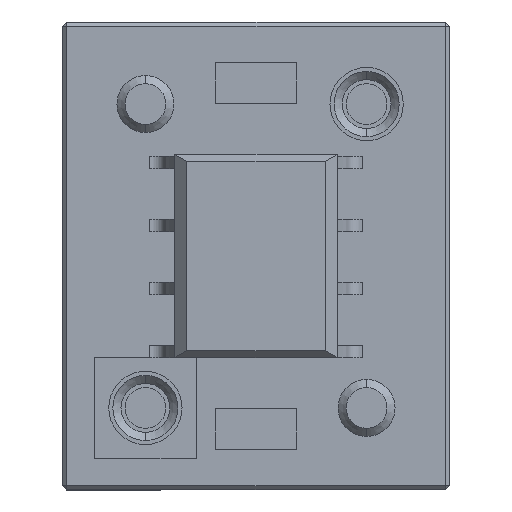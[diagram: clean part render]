
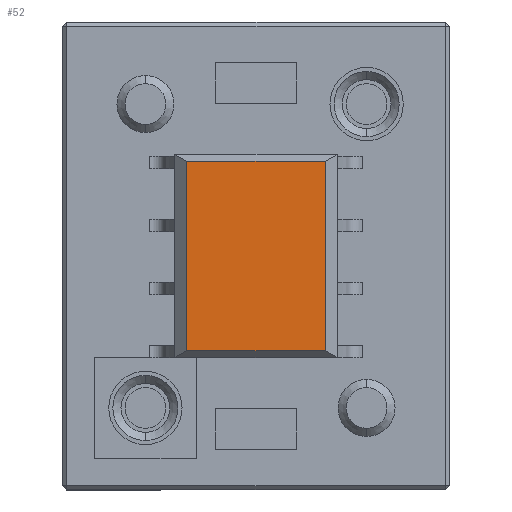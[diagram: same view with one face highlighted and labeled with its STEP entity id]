
A CAD part, front view. The second image highlights one B-rep face of the part: STEP entity #52.
In plain terms, the highlighted planar face has unit normal (0, -1, 0).
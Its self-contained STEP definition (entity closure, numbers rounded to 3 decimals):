
#44 = DIRECTION ( 'NONE',  ( 1., 0., 0. ) ) ;
#52 = ADVANCED_FACE ( 'NONE', ( #11144 ), #10019, .F. ) ;
#147 = DIRECTION ( 'NONE',  ( 0., 0., 1. ) ) ;
#1199 = VECTOR ( 'NONE', #2110, 1000. ) ;
#1293 = CARTESIAN_POINT ( 'NONE',  ( 8.25, -1.7, 6.75 ) ) ;
#1891 = LINE ( 'NONE', #11317, #10820 ) ;
#1971 = LINE ( 'NONE', #13859, #1199 ) ;
#2110 = DIRECTION ( 'NONE',  ( -1., 0., 0. ) ) ;
#2215 = EDGE_CURVE ( 'NONE', #4726, #12826, #1971, .T. ) ;
#2955 = CARTESIAN_POINT ( 'NONE',  ( 8.077, -1.7, 6.45 ) ) ;
#3050 = VERTEX_POINT ( 'NONE', #8066 ) ;
#3226 = ORIENTED_EDGE ( 'NONE', *, *, #6949, .T. ) ;
#4726 = VERTEX_POINT ( 'NONE', #2955 ) ;
#5346 = ORIENTED_EDGE ( 'NONE', *, *, #2215, .T. ) ;
#5697 = VERTEX_POINT ( 'NONE', #13754 ) ;
#6054 = VECTOR ( 'NONE', #13984, 1000. ) ;
#6214 = DIRECTION ( 'NONE',  ( 0., 0., 1. ) ) ;
#6349 = CARTESIAN_POINT ( 'NONE',  ( 3.423, -1.7, 6.75 ) ) ;
#6831 = LINE ( 'NONE', #12175, #12364 ) ;
#6949 = EDGE_CURVE ( 'NONE', #3050, #5697, #6831, .T. ) ;
#8066 = CARTESIAN_POINT ( 'NONE',  ( 3.423, -1.7, 3.05 ) ) ;
#8116 = ORIENTED_EDGE ( 'NONE', *, *, #10755, .T. ) ;
#8212 = AXIS2_PLACEMENT_3D ( 'NONE', #1293, #8890, #147 ) ;
#8890 = DIRECTION ( 'NONE',  ( 0., 1., 0. ) ) ;
#9089 = EDGE_CURVE ( 'NONE', #12826, #3050, #13840, .T. ) ;
#10019 = PLANE ( 'NONE',  #8212 ) ;
#10454 = ORIENTED_EDGE ( 'NONE', *, *, #9089, .T. ) ;
#10755 = EDGE_CURVE ( 'NONE', #5697, #4726, #1891, .T. ) ;
#10820 = VECTOR ( 'NONE', #6214, 1000. ) ;
#11144 = FACE_OUTER_BOUND ( 'NONE', #11978, .T. ) ;
#11317 = CARTESIAN_POINT ( 'NONE',  ( 8.077, -1.7, 6.75 ) ) ;
#11978 = EDGE_LOOP ( 'NONE', ( #3226, #8116, #5346, #10454 ) ) ;
#12175 = CARTESIAN_POINT ( 'NONE',  ( 8.25, -1.7, 3.05 ) ) ;
#12364 = VECTOR ( 'NONE', #44, 1000. ) ;
#12826 = VERTEX_POINT ( 'NONE', #12993 ) ;
#12993 = CARTESIAN_POINT ( 'NONE',  ( 3.423, -1.7, 6.45 ) ) ;
#13754 = CARTESIAN_POINT ( 'NONE',  ( 8.077, -1.7, 3.05 ) ) ;
#13840 = LINE ( 'NONE', #6349, #6054 ) ;
#13859 = CARTESIAN_POINT ( 'NONE',  ( 8.25, -1.7, 6.45 ) ) ;
#13984 = DIRECTION ( 'NONE',  ( 0., 0., -1. ) ) ;
